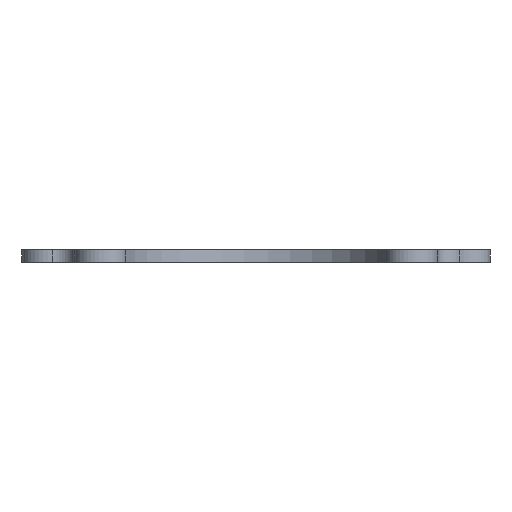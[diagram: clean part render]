
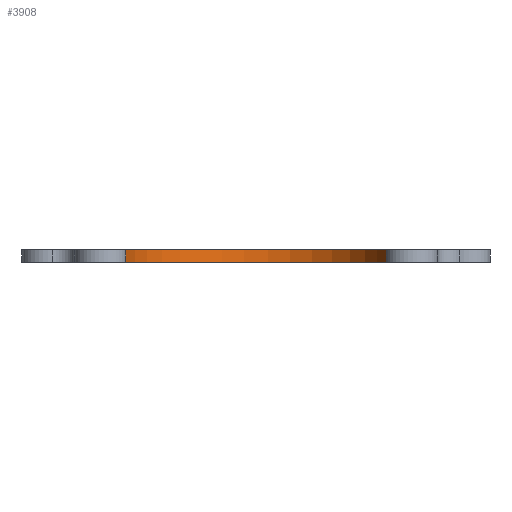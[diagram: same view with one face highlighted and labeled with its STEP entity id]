
A CAD part, front view. The second image highlights one B-rep face of the part: STEP entity #3908.
In plain terms, the highlighted cylindrical face has radius 21.509 mm (diameter 43.019 mm), a partial arc.
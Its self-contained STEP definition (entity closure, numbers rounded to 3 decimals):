
#340=LINE('',#7211,#604);
#341=LINE('',#7212,#605);
#604=VECTOR('',#5441,2.);
#605=VECTOR('',#5442,2.);
#926=FACE_OUTER_BOUND('',#1269,.T.);
#1269=EDGE_LOOP('',(#3421,#3422,#3423,#3424));
#1391=CIRCLE('',#4028,21.51);
#1539=CIRCLE('',#4217,21.51);
#1666=VERTEX_POINT('',#5709);
#1667=VERTEX_POINT('',#5711);
#1893=VERTEX_POINT('',#6460);
#1894=VERTEX_POINT('',#6462);
#2064=EDGE_CURVE('',#1666,#1667,#1391,.T.);
#2327=EDGE_CURVE('',#1893,#1894,#1539,.T.);
#2530=EDGE_CURVE('',#1667,#1893,#340,.T.);
#2531=EDGE_CURVE('',#1666,#1894,#341,.T.);
#3421=ORIENTED_EDGE('',*,*,#2327,.F.);
#3422=ORIENTED_EDGE('',*,*,#2530,.F.);
#3423=ORIENTED_EDGE('',*,*,#2064,.F.);
#3424=ORIENTED_EDGE('',*,*,#2531,.T.);
#3736=CYLINDRICAL_SURFACE('',#4363,21.51);
#3908=ADVANCED_FACE('',(#926),#3736,.F.);
#4028=AXIS2_PLACEMENT_3D('',#5712,#4551,#4552);
#4217=AXIS2_PLACEMENT_3D('',#6463,#5034,#5035);
#4363=AXIS2_PLACEMENT_3D('',#7210,#5439,#5440);
#4551=DIRECTION('center_axis',(0.,0.,1.));
#4552=DIRECTION('ref_axis',(-0.955,0.297,0.));
#5034=DIRECTION('center_axis',(0.,0.,-1.));
#5035=DIRECTION('ref_axis',(-0.955,0.297,0.));
#5439=DIRECTION('center_axis',(0.,0.,1.));
#5440=DIRECTION('ref_axis',(-0.955,0.297,0.));
#5441=DIRECTION('',(0.,0.,1.));
#5442=DIRECTION('',(0.,0.,1.));
#5709=CARTESIAN_POINT('',(20.538,-61.64,-2.));
#5711=CARTESIAN_POINT('',(-20.538,-61.64,-2.));
#5712=CARTESIAN_POINT('Origin',(0.,-68.033,
-2.));
#6460=CARTESIAN_POINT('',(-20.538,-61.64,0.));
#6462=CARTESIAN_POINT('',(20.538,-61.64,0.));
#6463=CARTESIAN_POINT('Origin',(0.,-68.033,
0.));
#7210=CARTESIAN_POINT('Origin',(0.,-68.033,
-2.));
#7211=CARTESIAN_POINT('',(-20.538,-61.64,-2.));
#7212=CARTESIAN_POINT('',(20.538,-61.64,-2.));
